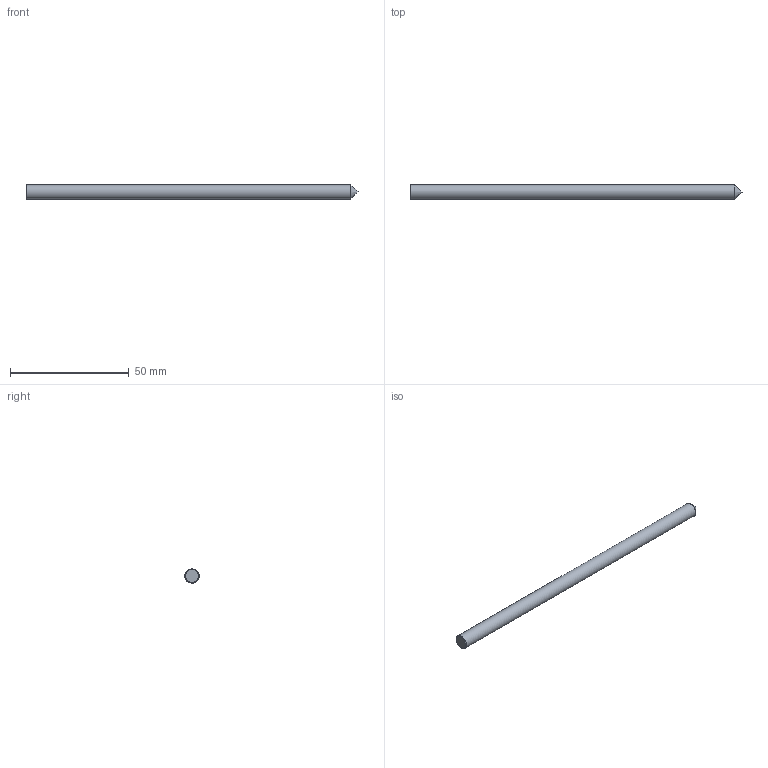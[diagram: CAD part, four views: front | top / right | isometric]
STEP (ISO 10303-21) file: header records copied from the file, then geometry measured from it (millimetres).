
FILE_DESCRIPTION(('STEP'), '1');
FILE_NAME('CAD_112100_6.stp', '2022-05-12T15:40:05', (''), (''), 'HarmonyWare STEP v2.1.2-dev Express v3.0.0.0', '', '');
FILE_SCHEMA(('AUTOMOTIVE_DESIGN'));
Length unit declared in the file: millimetre
Products named in the file (1): NONE
Bounding box: 140 x 6 x 5.99 mm (x, y, z)
Volume: 3921.2 mm3; surface area: 2708 mm2
Topology: 2 solids, 2 shells, 7 faces, 12 edges, 8 vertices
Faces by surface type: bspline 7
Entity records: 251 total; most frequent: CARTESIAN_POINT 147, ORIENTED_EDGE 22, EDGE_CURVE 11, VERTEX_POINT 8, ADVANCED_FACE 7, FACE_OUTER_BOUND 7, EDGE_LOOP 7, B_SPLINE_CURVE_WITH_KNOTS 4
